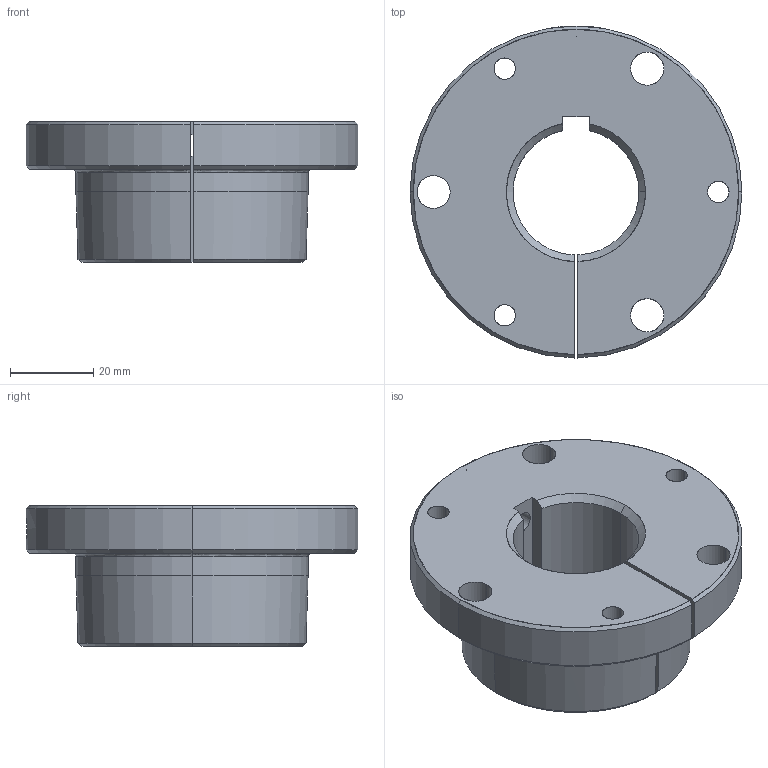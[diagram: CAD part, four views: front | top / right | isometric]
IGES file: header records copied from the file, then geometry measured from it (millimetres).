
Start section: SolidWorks IGES file using analytic representation for surfaces
Global section: file name: QDSDS_111091038494596.igs; native system: SolidWorks 2009; preprocessor: SolidWorks 2009; author: partstream; date: 091109.103858; units: inch
Bounding box: 79.57 x 79.56 x 33.78 mm (x, y, z)
Surface area: 20387.3 mm2 (no closed solid volume)
Topology: 0 solids, 0 shells, 91 faces, 1316 edges, 1316 vertices
Faces by surface type: bspline 47, revolution 44
